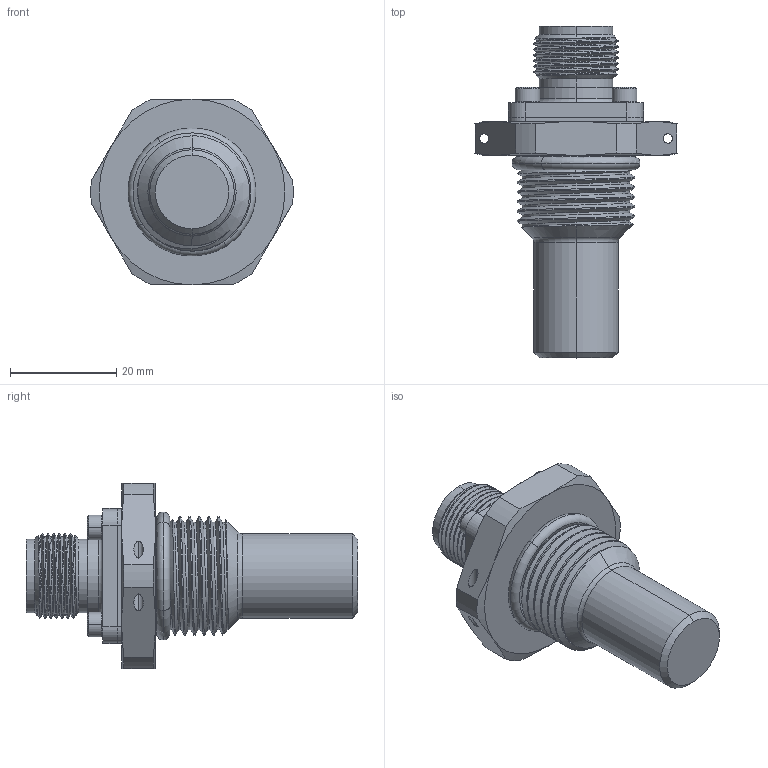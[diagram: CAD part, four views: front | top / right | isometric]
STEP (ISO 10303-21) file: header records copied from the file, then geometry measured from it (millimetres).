
FILE_DESCRIPTION (( 'STEP AP214' ), '1' );
FILE_NAME ('NZMS_Custom_Debris_Example_002.STEP', '2025-08-23T18:03:58', ( '' ), ( '' ), 'SwSTEP 2.0', 'SolidWorks 2025', '' );
FILE_SCHEMA (( 'AUTOMOTIVE_DESIGN' ));
Length unit declared in the file: inch
Products named in the file (1): NZMS_Custom_Debris_Example_002
Bounding box: 38.07 x 62.44 x 34.92 mm (x, y, z)
Volume: 21309 mm3; surface area: 7847.7 mm2
Topology: 1 solids, 13 shells, 289 faces, 641 edges, 379 vertices
Faces by surface type: cylinder 103, plane 78, cone 77, torus 23, bspline 8
Entity records: 11880 total; most frequent: CARTESIAN_POINT 5661, DIRECTION 1341, ORIENTED_EDGE 1266, EDGE_CURVE 633, AXIS2_PLACEMENT_3D 563, VERTEX_POINT 379, EDGE_LOOP 310, ADVANCED_FACE 289
